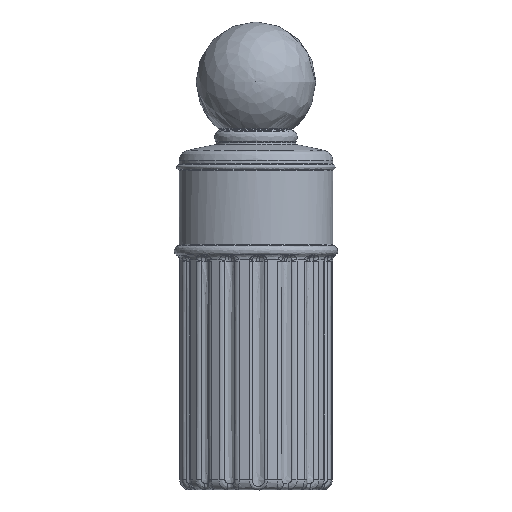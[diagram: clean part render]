
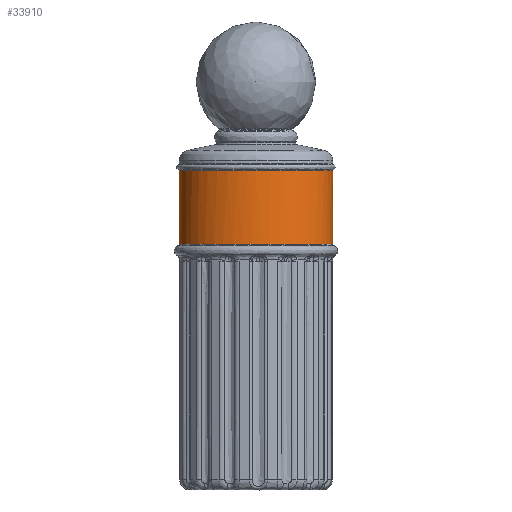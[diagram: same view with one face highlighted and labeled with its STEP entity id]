
A CAD part, top view. The second image highlights one B-rep face of the part: STEP entity #33910.
In plain terms, the highlighted free-form (B-spline) face has degree [1, 2] with [2, 9] control points.
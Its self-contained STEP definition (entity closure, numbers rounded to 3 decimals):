
#33802 = VERTEX_POINT('',#33803);
#33803 = CARTESIAN_POINT('',(0.,73.436,
    -18.4));
#33809 = EDGE_CURVE('',#33802,#33810,#33812,.T.);
#33810 = VERTEX_POINT('',#33811);
#33811 = CARTESIAN_POINT('',(-23.,73.436,
    0.));
#33812 = ( BOUNDED_CURVE() B_SPLINE_CURVE(2,(#33813,#33814,#33815,#33816
    ,#33817,#33818,#33819),.UNSPECIFIED.,.F.,.F.) 
B_SPLINE_CURVE_WITH_KNOTS((3,2,2,3),(-1.571,0.,1.571,
3.142),.UNSPECIFIED.) CURVE() GEOMETRIC_REPRESENTATION_ITEM() 
RATIONAL_B_SPLINE_CURVE((1.,0.707,1.,0.707,1.,
0.707,1.)) REPRESENTATION_ITEM('') );
#33813 = CARTESIAN_POINT('',(0.,73.436,
    -18.4));
#33814 = CARTESIAN_POINT('',(23.,73.436,
    -18.4));
#33815 = CARTESIAN_POINT('',(23.,73.436,
    0.));
#33816 = CARTESIAN_POINT('',(23.,73.436,
    18.4));
#33817 = CARTESIAN_POINT('',(0.,73.436,
    18.4));
#33818 = CARTESIAN_POINT('',(-23.,73.436,
    18.4));
#33819 = CARTESIAN_POINT('',(-23.,73.436,
    0.));
#33821 = EDGE_CURVE('',#33810,#33802,#33822,.T.);
#33822 = ( BOUNDED_CURVE() B_SPLINE_CURVE(2,(#33823,#33824,#33825),
.UNSPECIFIED.,.F.,.F.) B_SPLINE_CURVE_WITH_KNOTS((3,3),(-3.142,
-1.571),.PIECEWISE_BEZIER_KNOTS.) CURVE() 
GEOMETRIC_REPRESENTATION_ITEM() RATIONAL_B_SPLINE_CURVE((1.,
0.707,1.)) REPRESENTATION_ITEM('') );
#33823 = CARTESIAN_POINT('',(-23.,73.436,
    0.));
#33824 = CARTESIAN_POINT('',(-23.,73.436,
    -18.4));
#33825 = CARTESIAN_POINT('',(0.,73.436,
    -18.4));
#33910 = ADVANCED_FACE('',(#33911),#33941,.T.);
#33911 = FACE_BOUND('',#33912,.T.);
#33912 = EDGE_LOOP('',(#33913,#33923,#33928,#33929,#33930,#33931));
#33913 = ORIENTED_EDGE('',*,*,#33914,.F.);
#33914 = EDGE_CURVE('',#33915,#33917,#33919,.T.);
#33915 = VERTEX_POINT('',#33916);
#33916 = CARTESIAN_POINT('',(-23.,95.532,
    0.));
#33917 = VERTEX_POINT('',#33918);
#33918 = CARTESIAN_POINT('',(0.,95.532,
    18.4));
#33919 = ( BOUNDED_CURVE() B_SPLINE_CURVE(2,(#33920,#33921,#33922),
.UNSPECIFIED.,.F.,.F.) B_SPLINE_CURVE_WITH_KNOTS((3,3),(-3.142,
-1.571),.PIECEWISE_BEZIER_KNOTS.) CURVE() 
GEOMETRIC_REPRESENTATION_ITEM() RATIONAL_B_SPLINE_CURVE((1.,
0.707,1.)) REPRESENTATION_ITEM('') );
#33920 = CARTESIAN_POINT('',(-23.,95.532,
    0.));
#33921 = CARTESIAN_POINT('',(-23.,95.532,
    18.4));
#33922 = CARTESIAN_POINT('',(0.,95.532,
    18.4));
#33923 = ORIENTED_EDGE('',*,*,#33924,.T.);
#33924 = EDGE_CURVE('',#33915,#33810,#33925,.T.);
#33925 = B_SPLINE_CURVE_WITH_KNOTS('',1,(#33926,#33927),.UNSPECIFIED.,
  .F.,.F.,(2,2),(-1.946,-0.985),
  .PIECEWISE_BEZIER_KNOTS.);
#33926 = CARTESIAN_POINT('',(-23.,95.532,
    0.));
#33927 = CARTESIAN_POINT('',(-23.,73.436,
    0.));
#33928 = ORIENTED_EDGE('',*,*,#33809,.F.);
#33929 = ORIENTED_EDGE('',*,*,#33821,.F.);
#33930 = ORIENTED_EDGE('',*,*,#33924,.F.);
#33931 = ORIENTED_EDGE('',*,*,#33932,.F.);
#33932 = EDGE_CURVE('',#33917,#33915,#33933,.T.);
#33933 = ( BOUNDED_CURVE() B_SPLINE_CURVE(2,(#33934,#33935,#33936,#33937
    ,#33938,#33939,#33940),.UNSPECIFIED.,.F.,.F.) 
B_SPLINE_CURVE_WITH_KNOTS((3,2,2,3),(-1.571,0.,1.571,
3.142),.UNSPECIFIED.) CURVE() GEOMETRIC_REPRESENTATION_ITEM() 
RATIONAL_B_SPLINE_CURVE((1.,0.707,1.,0.707,1.,
0.707,1.)) REPRESENTATION_ITEM('') );
#33934 = CARTESIAN_POINT('',(0.,95.532,
    18.4));
#33935 = CARTESIAN_POINT('',(23.,95.532,
    18.4));
#33936 = CARTESIAN_POINT('',(23.,95.532,
    0.));
#33937 = CARTESIAN_POINT('',(23.,95.532,
    -18.4));
#33938 = CARTESIAN_POINT('',(0.,95.532,
    -18.4));
#33939 = CARTESIAN_POINT('',(-23.,95.532,
    -18.4));
#33940 = CARTESIAN_POINT('',(-23.,95.532,
    0.));
#33941 = ( BOUNDED_SURFACE() B_SPLINE_SURFACE(1,2,(
    (#33942,#33943,#33944,#33945,#33946,#33947,#33948,#33949,#33950)
    ,(#33951,#33952,#33953,#33954,#33955,#33956,#33957,#33958,#33959
)),.UNSPECIFIED.,.F.,.T.,.F.) B_SPLINE_SURFACE_WITH_KNOTS((2,2),(1,2,2,2
    ,2,2,1),(0.985,1.946),(-4.712,
    -3.142,-1.571,0.,1.571,3.142,
4.712),.UNSPECIFIED.) GEOMETRIC_REPRESENTATION_ITEM() 
RATIONAL_B_SPLINE_SURFACE((
    (1.,0.707,1.,0.707,1.,0.707,1.
      ,0.707,1.)
    ,(1.,0.707,1.,0.707,1.,0.707,1.
,0.707,1.))) REPRESENTATION_ITEM('') SURFACE() );
#33942 = CARTESIAN_POINT('',(-23.,95.532,
    0.));
#33943 = CARTESIAN_POINT('',(-23.,95.532,
    18.4));
#33944 = CARTESIAN_POINT('',(0.,95.532,18.4));
#33945 = CARTESIAN_POINT('',(23.,95.532,
    18.4));
#33946 = CARTESIAN_POINT('',(23.,95.532,
    0.));
#33947 = CARTESIAN_POINT('',(23.,95.532,
    -18.4));
#33948 = CARTESIAN_POINT('',(0.,95.532,-18.4));
#33949 = CARTESIAN_POINT('',(-23.,95.532,
    -18.4));
#33950 = CARTESIAN_POINT('',(-23.,95.532,
    0.));
#33951 = CARTESIAN_POINT('',(-23.,73.436,
    0.));
#33952 = CARTESIAN_POINT('',(-23.,73.436,
    18.4));
#33953 = CARTESIAN_POINT('',(0.,73.436,18.4));
#33954 = CARTESIAN_POINT('',(23.,73.436,
    18.4));
#33955 = CARTESIAN_POINT('',(23.,73.436,
    0.));
#33956 = CARTESIAN_POINT('',(23.,73.436,
    -18.4));
#33957 = CARTESIAN_POINT('',(0.,73.436,-18.4));
#33958 = CARTESIAN_POINT('',(-23.,73.436,
    -18.4));
#33959 = CARTESIAN_POINT('',(-23.,73.436,
    0.));
